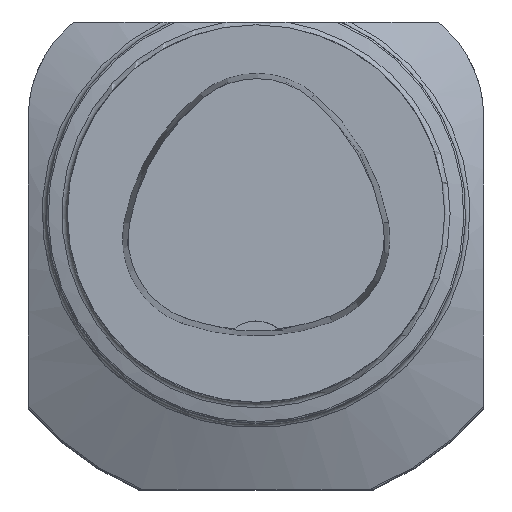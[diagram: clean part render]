
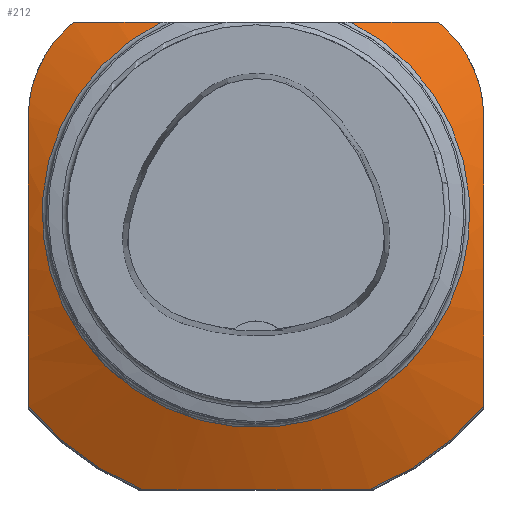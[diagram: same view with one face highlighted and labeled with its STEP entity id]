
A CAD part, top view. The second image highlights one B-rep face of the part: STEP entity #212.
In plain terms, the highlighted conical face has half-angle 65 degrees and reference radius 50 mm.
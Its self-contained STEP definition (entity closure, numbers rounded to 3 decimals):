
#134=CONICAL_SURFACE('',#1739,50.,65.);
#148=CIRCLE('',#1736,49.769);
#149=CIRCLE('',#1737,35.693);
#150=CIRCLE('',#1738,49.769);
#212=ADVANCED_FACE('',(#374),#134,.T.);
#374=FACE_OUTER_BOUND('',#458,.T.);
#458=EDGE_LOOP('',(#833,#834,#835,#836,#837,#838,#839,#840,#841,#842,#843,
#844));
#833=ORIENTED_EDGE('',*,*,#1446,.F.);
#834=ORIENTED_EDGE('',*,*,#1447,.T.);
#835=ORIENTED_EDGE('',*,*,#1448,.T.);
#836=ORIENTED_EDGE('',*,*,#1449,.T.);
#837=ORIENTED_EDGE('',*,*,#1450,.F.);
#838=ORIENTED_EDGE('',*,*,#1436,.T.);
#839=ORIENTED_EDGE('',*,*,#1451,.F.);
#840=ORIENTED_EDGE('',*,*,#1440,.T.);
#841=ORIENTED_EDGE('',*,*,#1452,.F.);
#842=ORIENTED_EDGE('',*,*,#1453,.T.);
#843=ORIENTED_EDGE('',*,*,#1454,.F.);
#844=ORIENTED_EDGE('',*,*,#1455,.T.);
#1281=VERTEX_POINT('',#2461);
#1282=VERTEX_POINT('',#2466);
#1285=VERTEX_POINT('',#2472);
#1286=VERTEX_POINT('',#2477);
#1291=VERTEX_POINT('',#2522);
#1292=VERTEX_POINT('',#2523);
#1293=VERTEX_POINT('',#2525);
#1294=VERTEX_POINT('',#2534);
#1295=VERTEX_POINT('',#2539);
#1296=VERTEX_POINT('',#2549);
#1297=VERTEX_POINT('',#2554);
#1298=VERTEX_POINT('',#2563);
#1436=EDGE_CURVE('',#1282,#1281,#1664,.T.);
#1440=EDGE_CURVE('',#1286,#1285,#1665,.T.);
#1446=EDGE_CURVE('',#1291,#1292,#1670,.T.);
#1447=EDGE_CURVE('',#1291,#1293,#148,.T.);
#1448=EDGE_CURVE('',#1293,#1294,#1671,.T.);
#1449=EDGE_CURVE('',#1294,#1295,#1672,.T.);
#1450=EDGE_CURVE('',#1282,#1295,#1673,.T.);
#1451=EDGE_CURVE('',#1286,#1281,#149,.T.);
#1452=EDGE_CURVE('',#1296,#1285,#1674,.T.);
#1453=EDGE_CURVE('',#1296,#1297,#1675,.T.);
#1454=EDGE_CURVE('',#1298,#1297,#1676,.T.);
#1455=EDGE_CURVE('',#1298,#1292,#150,.T.);
#1664=B_SPLINE_CURVE_WITH_KNOTS('',3,(#2462,#2463,#2464,#2465),
 .UNSPECIFIED.,.F.,.F.,(4,4),(0.,1.),.UNSPECIFIED.);
#1665=B_SPLINE_CURVE_WITH_KNOTS('',3,(#2473,#2474,#2475,#2476),
 .UNSPECIFIED.,.F.,.F.,(4,4),(0.,1.),.UNSPECIFIED.);
#1670=B_SPLINE_CURVE_WITH_KNOTS('',3,(#2516,#2517,#2518,#2519,#2520,#2521),
 .UNSPECIFIED.,.F.,.F.,(4,2,4),(0.,0.5,1.),.UNSPECIFIED.);
#1671=B_SPLINE_CURVE_WITH_KNOTS('',3,(#2526,#2527,#2528,#2529,#2530,#2531,
#2532,#2533),.UNSPECIFIED.,.F.,.F.,(4,2,2,4),(0.,0.5,0.75,1.),
 .UNSPECIFIED.);
#1672=B_SPLINE_CURVE_WITH_KNOTS('',3,(#2535,#2536,#2537,#2538),
 .UNSPECIFIED.,.F.,.F.,(4,4),(0.,1.),.UNSPECIFIED.);
#1673=B_SPLINE_CURVE_WITH_KNOTS('',3,(#2540,#2541,#2542,#2543),
 .UNSPECIFIED.,.F.,.F.,(4,4),(0.,1.),.UNSPECIFIED.);
#1674=B_SPLINE_CURVE_WITH_KNOTS('',3,(#2545,#2546,#2547,#2548),
 .UNSPECIFIED.,.F.,.F.,(4,4),(0.,1.),.UNSPECIFIED.);
#1675=B_SPLINE_CURVE_WITH_KNOTS('',3,(#2550,#2551,#2552,#2553),
 .UNSPECIFIED.,.F.,.F.,(4,4),(0.,1.),.UNSPECIFIED.);
#1676=B_SPLINE_CURVE_WITH_KNOTS('',3,(#2555,#2556,#2557,#2558,#2559,#2560,
#2561,#2562),.UNSPECIFIED.,.F.,.F.,(4,2,2,4),(0.,0.5,0.75,1.),
 .UNSPECIFIED.);
#1736=AXIS2_PLACEMENT_3D('',#2524,#1938,#1939);
#1737=AXIS2_PLACEMENT_3D('',#2544,#1940,#1941);
#1738=AXIS2_PLACEMENT_3D('',#2564,#1942,#1943);
#1739=AXIS2_PLACEMENT_3D('',#2565,#1944,#1945);
#1938=DIRECTION('',(0.,0.,1.));
#1939=DIRECTION('',(-1.,0.,0.));
#1940=DIRECTION('',(0.,0.,1.));
#1941=DIRECTION('',(1.,0.,0.));
#1942=DIRECTION('',(0.,0.,1.));
#1943=DIRECTION('',(-1.,0.,0.));
#1944=DIRECTION('',(0.,0.,-1.));
#1945=DIRECTION('',(-1.,0.,0.));
#2461=CARTESIAN_POINT('',(15.811,32.,-33.323));
#2462=CARTESIAN_POINT('',(30.5,32.,-37.293));
#2463=CARTESIAN_POINT('',(25.669,32.,-35.739));
#2464=CARTESIAN_POINT('',(20.757,32.,-34.345));
#2465=CARTESIAN_POINT('',(15.811,32.,-33.323));
#2466=CARTESIAN_POINT('',(30.5,32.,-37.293));
#2472=CARTESIAN_POINT('',(-30.5,32.,-37.293));
#2473=CARTESIAN_POINT('',(-15.811,32.,-33.323));
#2474=CARTESIAN_POINT('',(-20.779,32.,-34.349));
#2475=CARTESIAN_POINT('',(-25.66,32.,-35.736));
#2476=CARTESIAN_POINT('',(-30.5,32.,-37.293));
#2477=CARTESIAN_POINT('',(-15.811,32.,-33.323));
#2516=CARTESIAN_POINT('',(18.999,-46.,-39.887));
#2517=CARTESIAN_POINT('',(12.73,-46.,-38.771));
#2518=CARTESIAN_POINT('',(6.428,-46.,-38.135));
#2519=CARTESIAN_POINT('',(-6.264,-46.,-38.124));
#2520=CARTESIAN_POINT('',(-12.72,-46.,-38.769));
#2521=CARTESIAN_POINT('',(-18.999,-46.,-39.887));
#2522=CARTESIAN_POINT('',(18.999,-46.,-39.887));
#2523=CARTESIAN_POINT('',(-18.999,-46.,-39.887));
#2524=CARTESIAN_POINT('',(0.,0.,-39.887));
#2525=CARTESIAN_POINT('',(38.,-32.14,-39.887));
#2526=CARTESIAN_POINT('',(38.,-32.14,-39.887));
#2527=CARTESIAN_POINT('',(38.,-24.297,-37.525));
#2528=CARTESIAN_POINT('',(38.,-16.375,-35.616));
#2529=CARTESIAN_POINT('',(38.,-4.197,-34.41));
#2530=CARTESIAN_POINT('',(38.,-0.051,-34.296));
#2531=CARTESIAN_POINT('',(38.,8.163,-34.703));
#2532=CARTESIAN_POINT('',(38.,12.211,-35.212));
#2533=CARTESIAN_POINT('',(38.,16.216,-35.945));
#2534=CARTESIAN_POINT('',(38.,16.216,-35.945));
#2535=CARTESIAN_POINT('',(38.,16.216,-35.945));
#2536=CARTESIAN_POINT('',(38.,21.435,-36.9));
#2537=CARTESIAN_POINT('',(35.895,26.605,-37.366));
#2538=CARTESIAN_POINT('',(32.142,30.358,-37.296));
#2539=CARTESIAN_POINT('',(32.142,30.358,-37.296));
#2540=CARTESIAN_POINT('',(30.5,32.,-37.293));
#2541=CARTESIAN_POINT('',(31.048,31.452,-37.285));
#2542=CARTESIAN_POINT('',(31.595,30.905,-37.285));
#2543=CARTESIAN_POINT('',(32.142,30.358,-37.296));
#2544=CARTESIAN_POINT('',(0.,0.,-33.323));
#2545=CARTESIAN_POINT('',(-32.142,30.358,-37.296));
#2546=CARTESIAN_POINT('',(-31.595,30.905,-37.285));
#2547=CARTESIAN_POINT('',(-31.048,31.452,-37.285));
#2548=CARTESIAN_POINT('',(-30.5,32.,-37.293));
#2549=CARTESIAN_POINT('',(-32.142,30.358,-37.296));
#2550=CARTESIAN_POINT('',(-32.142,30.358,-37.296));
#2551=CARTESIAN_POINT('',(-35.895,26.605,-37.366));
#2552=CARTESIAN_POINT('',(-38.,21.435,-36.9));
#2553=CARTESIAN_POINT('',(-38.,16.216,-35.945));
#2554=CARTESIAN_POINT('',(-38.,16.216,-35.945));
#2555=CARTESIAN_POINT('',(-38.,-32.14,-39.887));
#2556=CARTESIAN_POINT('',(-38.,-24.297,-37.525));
#2557=CARTESIAN_POINT('',(-38.,-16.375,-35.616));
#2558=CARTESIAN_POINT('',(-38.,-4.197,-34.41));
#2559=CARTESIAN_POINT('',(-38.,-0.051,-34.296));
#2560=CARTESIAN_POINT('',(-38.,8.163,-34.703));
#2561=CARTESIAN_POINT('',(-38.,12.211,-35.212));
#2562=CARTESIAN_POINT('',(-38.,16.216,-35.945));
#2563=CARTESIAN_POINT('',(-38.,-32.14,-39.887));
#2564=CARTESIAN_POINT('',(0.,0.,-39.887));
#2565=CARTESIAN_POINT('',(0.,0.,-39.995));
